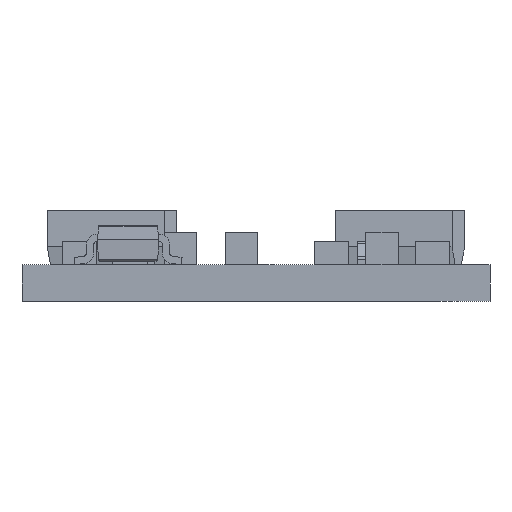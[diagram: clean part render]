
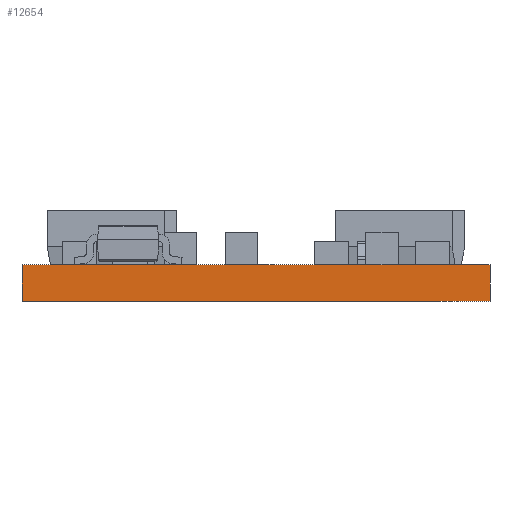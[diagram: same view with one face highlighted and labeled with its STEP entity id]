
A CAD part, front view. The second image highlights one B-rep face of the part: STEP entity #12654.
In plain terms, the highlighted planar face has unit normal (0, -1, 0).
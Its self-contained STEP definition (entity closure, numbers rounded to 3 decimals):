
#163 = CARTESIAN_POINT ( 'NONE',  ( 13., 0., 1.016 ) ) ;
#563 = CARTESIAN_POINT ( 'NONE',  ( 0., 0., 0. ) ) ;
#2928 = ORIENTED_EDGE ( 'NONE', *, *, #15857, .T. ) ;
#3585 = CARTESIAN_POINT ( 'NONE',  ( 13., 0., 0. ) ) ;
#3823 = LINE ( 'NONE', #163, #26554 ) ;
#5876 = VERTEX_POINT ( 'NONE', #3585 ) ;
#6712 = VECTOR ( 'NONE', #27035, 1000. ) ;
#8438 = VERTEX_POINT ( 'NONE', #27690 ) ;
#12133 = CARTESIAN_POINT ( 'NONE',  ( 0., 0., 1.016 ) ) ;
#12609 = EDGE_CURVE ( 'NONE', #34792, #8438, #25578, .T. ) ;
#12654 = ADVANCED_FACE ( 'NONE', ( #18026 ), #16980, .F. ) ;
#14043 = CARTESIAN_POINT ( 'NONE',  ( 0., 0., 1.016 ) ) ;
#15857 = EDGE_CURVE ( 'NONE', #24130, #5876, #29706, .T. ) ;
#16120 = ORIENTED_EDGE ( 'NONE', *, *, #21637, .F. ) ;
#16980 = PLANE ( 'NONE',  #33360 ) ;
#17221 = DIRECTION ( 'NONE',  ( 0., 0., -1. ) ) ;
#18026 = FACE_OUTER_BOUND ( 'NONE', #19385, .T. ) ;
#18632 = CARTESIAN_POINT ( 'NONE',  ( 0., 0., 0. ) ) ;
#19385 = EDGE_LOOP ( 'NONE', ( #2928, #16120, #27880, #29232 ) ) ;
#20003 = DIRECTION ( 'NONE',  ( 1., 0., 0. ) ) ;
#21200 = VECTOR ( 'NONE', #20003, 1000. ) ;
#21637 = EDGE_CURVE ( 'NONE', #8438, #5876, #3823, .T. ) ;
#22608 = DIRECTION ( 'NONE',  ( 0., 0., 1. ) ) ;
#24130 = VERTEX_POINT ( 'NONE', #18632 ) ;
#24197 = CARTESIAN_POINT ( 'NONE',  ( 0., 0., 1.016 ) ) ;
#25578 = LINE ( 'NONE', #33823, #29627 ) ;
#26554 = VECTOR ( 'NONE', #17221, 1000. ) ;
#27035 = DIRECTION ( 'NONE',  ( 0., 0., -1. ) ) ;
#27690 = CARTESIAN_POINT ( 'NONE',  ( 13., 0., 1.016 ) ) ;
#27880 = ORIENTED_EDGE ( 'NONE', *, *, #12609, .F. ) ;
#28474 = EDGE_CURVE ( 'NONE', #34792, #24130, #29470, .T. ) ;
#29232 = ORIENTED_EDGE ( 'NONE', *, *, #28474, .T. ) ;
#29470 = LINE ( 'NONE', #24197, #6712 ) ;
#29627 = VECTOR ( 'NONE', #34058, 1000. ) ;
#29706 = LINE ( 'NONE', #563, #21200 ) ;
#33360 = AXIS2_PLACEMENT_3D ( 'NONE', #14043, #33946, #22608 ) ;
#33823 = CARTESIAN_POINT ( 'NONE',  ( 0., 0., 1.016 ) ) ;
#33946 = DIRECTION ( 'NONE',  ( 0., 1., 0. ) ) ;
#34058 = DIRECTION ( 'NONE',  ( 1., 0., 0. ) ) ;
#34792 = VERTEX_POINT ( 'NONE', #12133 ) ;
